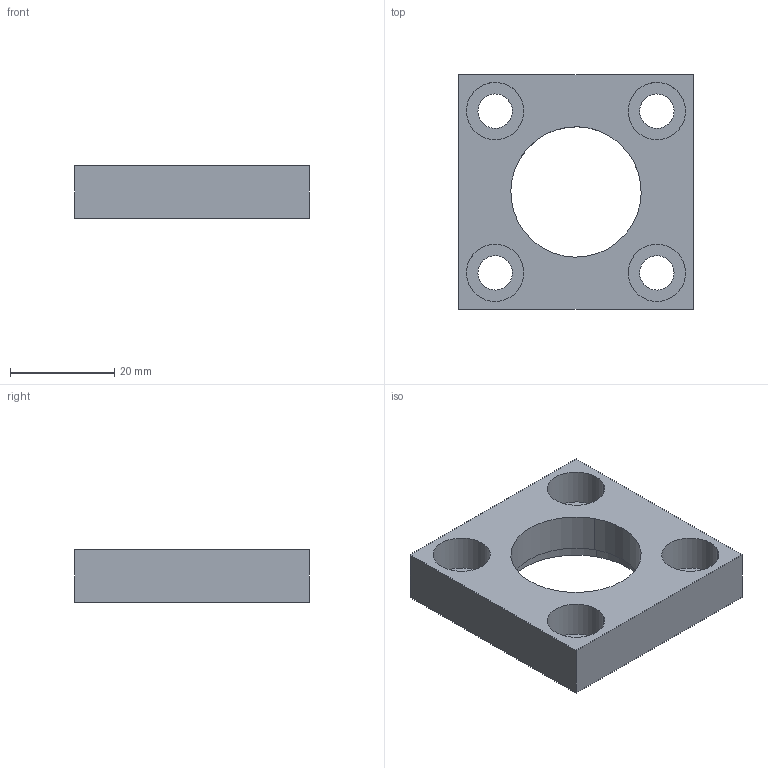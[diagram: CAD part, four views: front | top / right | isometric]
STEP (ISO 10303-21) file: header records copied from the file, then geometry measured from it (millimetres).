
FILE_DESCRIPTION(('CATIA V5 STEP Exchange'),'2;1');
FILE_NAME('RDRT111.25.stp','2017-03-08T09:02:44+00:00',('none'),('none'),'CATIA Version 5 Release 19 GA (IN-10)','CATIA V5 STEP AP203','none');
FILE_SCHEMA(('CONFIG_CONTROL_DESIGN'));
Length unit declared in the file: millimetre
Products named in the file (1): RDRT111.25
Bounding box: 45 x 45 x 10 mm (x, y, z)
Volume: 11932.6 mm3; surface area: 6621.8 mm2
Topology: 1 solids, 1 shells, 31 faces, 75 edges, 55 vertices
Faces by surface type: cylinder 20, plane 11
Entity records: 894 total; most frequent: CARTESIAN_POINT 149, ORIENTED_EDGE 144, DIRECTION 111, EDGE_CURVE 72, AXIS2_PLACEMENT_3D 59, VERTEX_POINT 48, EDGE_LOOP 46, CIRCLE 40
